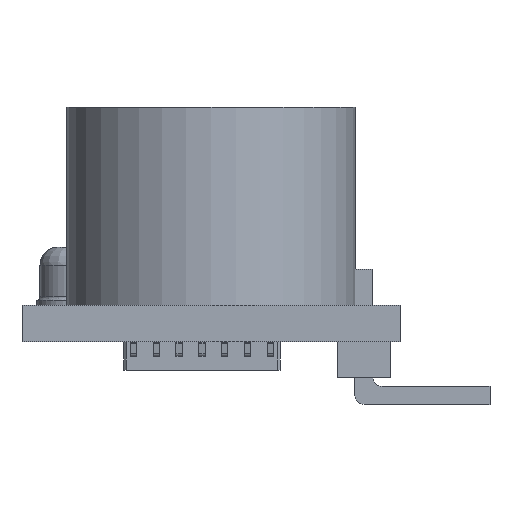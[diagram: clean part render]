
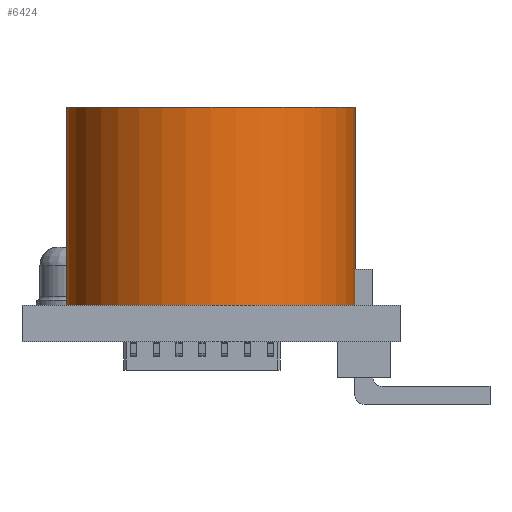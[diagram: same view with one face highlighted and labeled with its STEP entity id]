
A CAD part, left-side view. The second image highlights one B-rep face of the part: STEP entity #6424.
In plain terms, the highlighted cylindrical face has radius 8 mm (diameter 16 mm), a full revolution.
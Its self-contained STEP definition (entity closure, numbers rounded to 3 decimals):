
#137 = PLANE('',#138);
#138 = AXIS2_PLACEMENT_3D('',#139,#140,#141);
#139 = CARTESIAN_POINT('',(-22.5,-10.5,2.));
#140 = DIRECTION('',(0.,0.,1.));
#141 = DIRECTION('',(1.,0.,0.));
#276 = EDGE_CURVE('',#277,#277,#279,.T.);
#277 = VERTEX_POINT('',#278);
#278 = CARTESIAN_POINT('',(-5.5,0.,2.));
#279 = SURFACE_CURVE('',#280,(#285,#292),.PCURVE_S1.);
#280 = CIRCLE('',#281,8.);
#281 = AXIS2_PLACEMENT_3D('',#282,#283,#284);
#282 = CARTESIAN_POINT('',(-13.5,0.,2.));
#283 = DIRECTION('',(0.,0.,1.));
#284 = DIRECTION('',(1.,0.,0.));
#285 = PCURVE('',#137,#286);
#286 = DEFINITIONAL_REPRESENTATION('',(#287),#291);
#287 = CIRCLE('',#288,8.);
#288 = AXIS2_PLACEMENT_2D('',#289,#290);
#289 = CARTESIAN_POINT('',(9.,10.5));
#290 = DIRECTION('',(1.,0.));
#291 = ( GEOMETRIC_REPRESENTATION_CONTEXT(2) 
PARAMETRIC_REPRESENTATION_CONTEXT() REPRESENTATION_CONTEXT('2D SPACE',''
  ) );
#292 = PCURVE('',#293,#298);
#293 = CYLINDRICAL_SURFACE('',#294,8.);
#294 = AXIS2_PLACEMENT_3D('',#295,#296,#297);
#295 = CARTESIAN_POINT('',(-13.5,0.,2.));
#296 = DIRECTION('',(0.,0.,1.));
#297 = DIRECTION('',(1.,0.,0.));
#298 = DEFINITIONAL_REPRESENTATION('',(#299),#303);
#299 = LINE('',#300,#301);
#300 = CARTESIAN_POINT('',(0.,0.));
#301 = VECTOR('',#302,1.);
#302 = DIRECTION('',(1.,0.));
#303 = ( GEOMETRIC_REPRESENTATION_CONTEXT(2) 
PARAMETRIC_REPRESENTATION_CONTEXT() REPRESENTATION_CONTEXT('2D SPACE',''
  ) );
#6424 = ADVANCED_FACE('',(#6425),#293,.T.);
#6425 = FACE_BOUND('',#6426,.T.);
#6426 = EDGE_LOOP('',(#6427,#6450,#6477,#6478));
#6427 = ORIENTED_EDGE('',*,*,#6428,.T.);
#6428 = EDGE_CURVE('',#277,#6429,#6431,.T.);
#6429 = VERTEX_POINT('',#6430);
#6430 = CARTESIAN_POINT('',(-5.5,0.,13.));
#6431 = SEAM_CURVE('',#6432,(#6436,#6443),.PCURVE_S1.);
#6432 = LINE('',#6433,#6434);
#6433 = CARTESIAN_POINT('',(-5.5,0.,2.));
#6434 = VECTOR('',#6435,1.);
#6435 = DIRECTION('',(0.,0.,1.));
#6436 = PCURVE('',#293,#6437);
#6437 = DEFINITIONAL_REPRESENTATION('',(#6438),#6442);
#6438 = LINE('',#6439,#6440);
#6439 = CARTESIAN_POINT('',(6.283,0.));
#6440 = VECTOR('',#6441,1.);
#6441 = DIRECTION('',(0.,1.));
#6442 = ( GEOMETRIC_REPRESENTATION_CONTEXT(2) 
PARAMETRIC_REPRESENTATION_CONTEXT() REPRESENTATION_CONTEXT('2D SPACE',''
  ) );
#6443 = PCURVE('',#293,#6444);
#6444 = DEFINITIONAL_REPRESENTATION('',(#6445),#6449);
#6445 = LINE('',#6446,#6447);
#6446 = CARTESIAN_POINT('',(0.,0.));
#6447 = VECTOR('',#6448,1.);
#6448 = DIRECTION('',(0.,1.));
#6449 = ( GEOMETRIC_REPRESENTATION_CONTEXT(2) 
PARAMETRIC_REPRESENTATION_CONTEXT() REPRESENTATION_CONTEXT('2D SPACE',''
  ) );
#6450 = ORIENTED_EDGE('',*,*,#6451,.F.);
#6451 = EDGE_CURVE('',#6429,#6429,#6452,.T.);
#6452 = SURFACE_CURVE('',#6453,(#6458,#6465),.PCURVE_S1.);
#6453 = CIRCLE('',#6454,8.);
#6454 = AXIS2_PLACEMENT_3D('',#6455,#6456,#6457);
#6455 = CARTESIAN_POINT('',(-13.5,0.,13.));
#6456 = DIRECTION('',(0.,0.,1.));
#6457 = DIRECTION('',(1.,0.,0.));
#6458 = PCURVE('',#293,#6459);
#6459 = DEFINITIONAL_REPRESENTATION('',(#6460),#6464);
#6460 = LINE('',#6461,#6462);
#6461 = CARTESIAN_POINT('',(0.,11.));
#6462 = VECTOR('',#6463,1.);
#6463 = DIRECTION('',(1.,0.));
#6464 = ( GEOMETRIC_REPRESENTATION_CONTEXT(2) 
PARAMETRIC_REPRESENTATION_CONTEXT() REPRESENTATION_CONTEXT('2D SPACE',''
  ) );
#6465 = PCURVE('',#6466,#6471);
#6466 = PLANE('',#6467);
#6467 = AXIS2_PLACEMENT_3D('',#6468,#6469,#6470);
#6468 = CARTESIAN_POINT('',(-13.5,0.,13.));
#6469 = DIRECTION('',(0.,0.,1.));
#6470 = DIRECTION('',(1.,0.,0.));
#6471 = DEFINITIONAL_REPRESENTATION('',(#6472),#6476);
#6472 = CIRCLE('',#6473,8.);
#6473 = AXIS2_PLACEMENT_2D('',#6474,#6475);
#6474 = CARTESIAN_POINT('',(0.,0.));
#6475 = DIRECTION('',(1.,0.));
#6476 = ( GEOMETRIC_REPRESENTATION_CONTEXT(2) 
PARAMETRIC_REPRESENTATION_CONTEXT() REPRESENTATION_CONTEXT('2D SPACE',''
  ) );
#6477 = ORIENTED_EDGE('',*,*,#6428,.F.);
#6478 = ORIENTED_EDGE('',*,*,#276,.T.);
